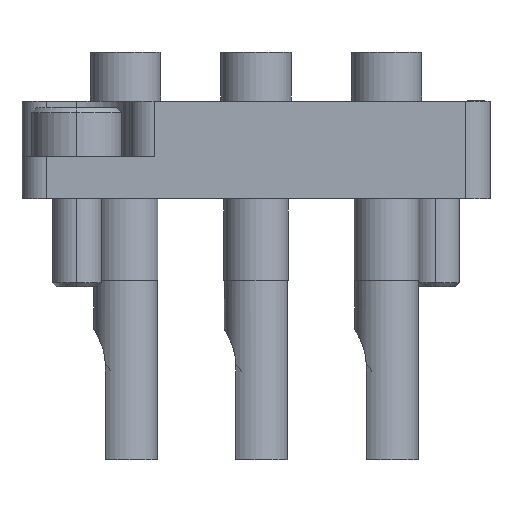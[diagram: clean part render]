
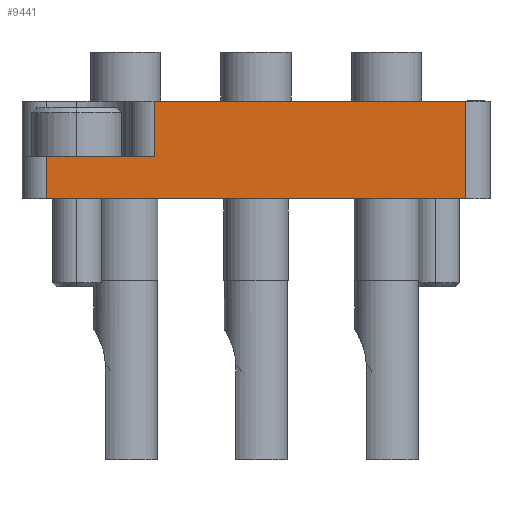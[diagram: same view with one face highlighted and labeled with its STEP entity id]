
A CAD part, front view. The second image highlights one B-rep face of the part: STEP entity #9441.
In plain terms, the highlighted face is planar.
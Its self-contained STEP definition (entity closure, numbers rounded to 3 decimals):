
#527 = CARTESIAN_POINT ( 'NONE',  ( 30., 6., 14.35 ) ) ;
#744 = FACE_OUTER_BOUND ( 'NONE', #7246, .T. ) ;
#1440 = EDGE_CURVE ( 'NONE', #4979, #7270, #11650, .T. ) ;
#1624 = LINE ( 'NONE', #2508, #6157 ) ;
#1633 = DIRECTION ( 'NONE',  ( 0., 1., 0. ) ) ;
#1686 = CARTESIAN_POINT ( 'NONE',  ( 30., 6., -12.85 ) ) ;
#1692 = VERTEX_POINT ( 'NONE', #7306 ) ;
#1699 = CARTESIAN_POINT ( 'NONE',  ( 30., 0., 14.35 ) ) ;
#1922 = EDGE_CURVE ( 'NONE', #1692, #7227, #1624, .T. ) ;
#2487 = EDGE_CURVE ( 'NONE', #4979, #4306, #6738, .T. ) ;
#2508 = CARTESIAN_POINT ( 'NONE',  ( 30., 0., 12.85 ) ) ;
#2521 = VECTOR ( 'NONE', #5894, 1000. ) ;
#2596 = DIRECTION ( 'NONE',  ( 0., 0., -1. ) ) ;
#3404 = VERTEX_POINT ( 'NONE', #4247 ) ;
#3485 = DIRECTION ( 'NONE',  ( 1., 0., 0. ) ) ;
#3511 = DIRECTION ( 'NONE',  ( 0., 0., -1. ) ) ;
#3525 = CARTESIAN_POINT ( 'NONE',  ( 30., 0., 12.85 ) ) ;
#3884 = ORIENTED_EDGE ( 'NONE', *, *, #1922, .T. ) ;
#4126 = CARTESIAN_POINT ( 'NONE',  ( 30., 6., 14.35 ) ) ;
#4143 = DIRECTION ( 'NONE',  ( 0., 1., 0. ) ) ;
#4247 = CARTESIAN_POINT ( 'NONE',  ( 30., 0., -12.85 ) ) ;
#4306 = VERTEX_POINT ( 'NONE', #8831 ) ;
#4908 = ORIENTED_EDGE ( 'NONE', *, *, #2487, .F. ) ;
#4979 = VERTEX_POINT ( 'NONE', #5928 ) ;
#5415 = ORIENTED_EDGE ( 'NONE', *, *, #5418, .T. ) ;
#5418 = EDGE_CURVE ( 'NONE', #7227, #3404, #9817, .T. ) ;
#5714 = VECTOR ( 'NONE', #3511, 1000. ) ;
#5894 = DIRECTION ( 'NONE',  ( 0., 0., -1. ) ) ;
#5928 = CARTESIAN_POINT ( 'NONE',  ( 30., 6., 6.25 ) ) ;
#6143 = VECTOR ( 'NONE', #9822, 1000. ) ;
#6157 = VECTOR ( 'NONE', #11615, 1000. ) ;
#6211 = EDGE_CURVE ( 'NONE', #3404, #4306, #9800, .T. ) ;
#6216 = CARTESIAN_POINT ( 'NONE',  ( 30., 2.6, 6.25 ) ) ;
#6339 = CARTESIAN_POINT ( 'NONE',  ( 30., 2.6, 7.75 ) ) ;
#6349 = ORIENTED_EDGE ( 'NONE', *, *, #1440, .T. ) ;
#6654 = ORIENTED_EDGE ( 'NONE', *, *, #8564, .F. ) ;
#6738 = LINE ( 'NONE', #4126, #2521 ) ;
#7227 = VERTEX_POINT ( 'NONE', #3525 ) ;
#7246 = EDGE_LOOP ( 'NONE', ( #4908, #6349, #6654, #3884, #5415, #11512 ) ) ;
#7270 = VERTEX_POINT ( 'NONE', #10725 ) ;
#7306 = CARTESIAN_POINT ( 'NONE',  ( 30., 2.6, 12.85 ) ) ;
#8022 = PLANE ( 'NONE',  #9001 ) ;
#8108 = LINE ( 'NONE', #6339, #5714 ) ;
#8564 = EDGE_CURVE ( 'NONE', #1692, #7270, #8108, .T. ) ;
#8831 = CARTESIAN_POINT ( 'NONE',  ( 30., 6., -12.85 ) ) ;
#9001 = AXIS2_PLACEMENT_3D ( 'NONE', #527, #3485, #4143 ) ;
#9441 = ADVANCED_FACE ( 'NONE', ( #744 ), #8022, .T. ) ;
#9624 = VECTOR ( 'NONE', #2596, 1000. ) ;
#9800 = LINE ( 'NONE', #1686, #10795 ) ;
#9817 = LINE ( 'NONE', #1699, #9624 ) ;
#9822 = DIRECTION ( 'NONE',  ( 0., -1., 0. ) ) ;
#10725 = CARTESIAN_POINT ( 'NONE',  ( 30., 2.6, 6.25 ) ) ;
#10795 = VECTOR ( 'NONE', #1633, 1000. ) ;
#11512 = ORIENTED_EDGE ( 'NONE', *, *, #6211, .T. ) ;
#11615 = DIRECTION ( 'NONE',  ( 0., -1., 0. ) ) ;
#11650 = LINE ( 'NONE', #6216, #6143 ) ;
